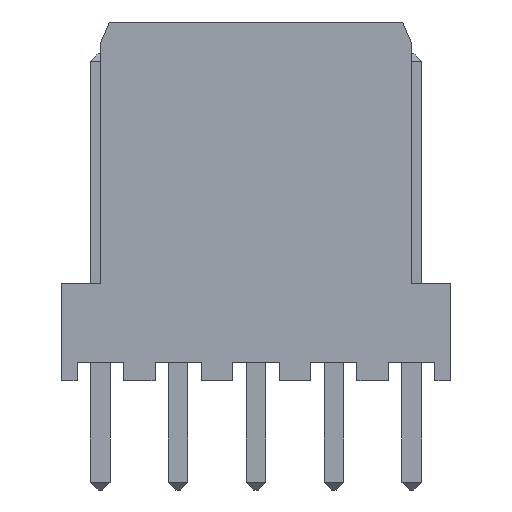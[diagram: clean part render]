
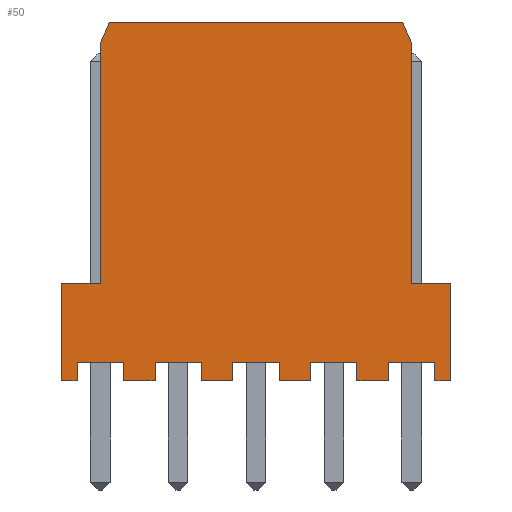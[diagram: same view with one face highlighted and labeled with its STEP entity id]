
A CAD part, front view. The second image highlights one B-rep face of the part: STEP entity #50.
In plain terms, the highlighted planar face has unit normal (0, -1, 0).
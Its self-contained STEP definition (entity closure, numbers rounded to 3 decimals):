
#12=DIRECTION('',(0.,0.,1.));
#20=EDGE_CURVE('',#21,#23,#25,.T.);
#21=VERTEX_POINT('',#22);
#22=CARTESIAN_POINT('',(0.3,-2.9,11.7));
#23=VERTEX_POINT('',#24);
#24=CARTESIAN_POINT('',(9.86,-2.9,11.7));
#25=LINE('',#26,#27);
#26=CARTESIAN_POINT('',(5.08,-2.9,11.7));
#27=VECTOR('',#28,1.);
#28=DIRECTION('',(1.,0.,0.));
#50=ADVANCED_FACE('',(#51),#200,.T.);
#51=FACE_BOUND('',#52,.T.);
#52=EDGE_LOOP('',(#53,#60,#66,#73,#78,#82,#87,#92,#97,#101,#106,#111,#116,#120,#125,#130,#135,#139,#144,#149,#154,#158,#163,#169,#174,#180,#181,#189,#194,#197));
#53=ORIENTED_EDGE('',*,*,#54,.T.);
#54=EDGE_CURVE('',#55,#57,#59,.T.);
#55=VERTEX_POINT('',#56);
#56=CARTESIAN_POINT('',(-1.27,-2.9,0.));
#57=VERTEX_POINT('',#58);
#58=CARTESIAN_POINT('',(-0.75,-2.9,0.));
#59=LINE('',#56,#27);
#60=ORIENTED_EDGE('',*,*,#61,.T.);
#61=EDGE_CURVE('',#57,#62,#64,.T.);
#62=VERTEX_POINT('',#63);
#63=CARTESIAN_POINT('',(-0.75,-2.9,0.6));
#64=LINE('',#58,#65);
#65=VECTOR('',#12,1.);
#66=ORIENTED_EDGE('',*,*,#67,.F.);
#67=EDGE_CURVE('',#68,#62,#70,.T.);
#68=VERTEX_POINT('',#69);
#69=CARTESIAN_POINT('',(0.75,-2.9,0.6));
#70=LINE('',#69,#71);
#71=VECTOR('',#72,1.);
#72=DIRECTION('',(-1.,0.,0.));
#73=ORIENTED_EDGE('',*,*,#74,.F.);
#74=EDGE_CURVE('',#75,#68,#77,.T.);
#75=VERTEX_POINT('',#76);
#76=CARTESIAN_POINT('',(0.75,-2.9,0.));
#77=LINE('',#76,#65);
#78=ORIENTED_EDGE('',*,*,#79,.T.);
#79=EDGE_CURVE('',#75,#80,#59,.T.);
#80=VERTEX_POINT('',#81);
#81=CARTESIAN_POINT('',(1.79,-2.9,0.));
#82=ORIENTED_EDGE('',*,*,#83,.T.);
#83=EDGE_CURVE('',#80,#84,#86,.T.);
#84=VERTEX_POINT('',#85);
#85=CARTESIAN_POINT('',(1.79,-2.9,0.6));
#86=LINE('',#81,#65);
#87=ORIENTED_EDGE('',*,*,#88,.F.);
#88=EDGE_CURVE('',#89,#84,#91,.T.);
#89=VERTEX_POINT('',#90);
#90=CARTESIAN_POINT('',(3.29,-2.9,0.6));
#91=LINE('',#90,#71);
#92=ORIENTED_EDGE('',*,*,#93,.F.);
#93=EDGE_CURVE('',#94,#89,#96,.T.);
#94=VERTEX_POINT('',#95);
#95=CARTESIAN_POINT('',(3.29,-2.9,0.));
#96=LINE('',#95,#65);
#97=ORIENTED_EDGE('',*,*,#98,.T.);
#98=EDGE_CURVE('',#94,#99,#59,.T.);
#99=VERTEX_POINT('',#100);
#100=CARTESIAN_POINT('',(4.33,-2.9,0.));
#101=ORIENTED_EDGE('',*,*,#102,.T.);
#102=EDGE_CURVE('',#99,#103,#105,.T.);
#103=VERTEX_POINT('',#104);
#104=CARTESIAN_POINT('',(4.33,-2.9,0.6));
#105=LINE('',#100,#65);
#106=ORIENTED_EDGE('',*,*,#107,.F.);
#107=EDGE_CURVE('',#108,#103,#110,.T.);
#108=VERTEX_POINT('',#109);
#109=CARTESIAN_POINT('',(5.83,-2.9,0.6));
#110=LINE('',#109,#71);
#111=ORIENTED_EDGE('',*,*,#112,.F.);
#112=EDGE_CURVE('',#113,#108,#115,.T.);
#113=VERTEX_POINT('',#114);
#114=CARTESIAN_POINT('',(5.83,-2.9,0.));
#115=LINE('',#114,#65);
#116=ORIENTED_EDGE('',*,*,#117,.T.);
#117=EDGE_CURVE('',#113,#118,#59,.T.);
#118=VERTEX_POINT('',#119);
#119=CARTESIAN_POINT('',(6.87,-2.9,0.));
#120=ORIENTED_EDGE('',*,*,#121,.T.);
#121=EDGE_CURVE('',#118,#122,#124,.T.);
#122=VERTEX_POINT('',#123);
#123=CARTESIAN_POINT('',(6.87,-2.9,0.6));
#124=LINE('',#119,#65);
#125=ORIENTED_EDGE('',*,*,#126,.F.);
#126=EDGE_CURVE('',#127,#122,#129,.T.);
#127=VERTEX_POINT('',#128);
#128=CARTESIAN_POINT('',(8.37,-2.9,0.6));
#129=LINE('',#128,#71);
#130=ORIENTED_EDGE('',*,*,#131,.F.);
#131=EDGE_CURVE('',#132,#127,#134,.T.);
#132=VERTEX_POINT('',#133);
#133=CARTESIAN_POINT('',(8.37,-2.9,0.));
#134=LINE('',#133,#65);
#135=ORIENTED_EDGE('',*,*,#136,.T.);
#136=EDGE_CURVE('',#132,#137,#59,.T.);
#137=VERTEX_POINT('',#138);
#138=CARTESIAN_POINT('',(9.41,-2.9,0.));
#139=ORIENTED_EDGE('',*,*,#140,.T.);
#140=EDGE_CURVE('',#137,#141,#143,.T.);
#141=VERTEX_POINT('',#142);
#142=CARTESIAN_POINT('',(9.41,-2.9,0.6));
#143=LINE('',#138,#65);
#144=ORIENTED_EDGE('',*,*,#145,.F.);
#145=EDGE_CURVE('',#146,#141,#148,.T.);
#146=VERTEX_POINT('',#147);
#147=CARTESIAN_POINT('',(10.91,-2.9,0.6));
#148=LINE('',#147,#71);
#149=ORIENTED_EDGE('',*,*,#150,.F.);
#150=EDGE_CURVE('',#151,#146,#153,.T.);
#151=VERTEX_POINT('',#152);
#152=CARTESIAN_POINT('',(10.91,-2.9,0.));
#153=LINE('',#152,#65);
#154=ORIENTED_EDGE('',*,*,#155,.T.);
#155=EDGE_CURVE('',#151,#156,#59,.T.);
#156=VERTEX_POINT('',#157);
#157=CARTESIAN_POINT('',(11.43,-2.9,0.));
#158=ORIENTED_EDGE('',*,*,#159,.T.);
#159=EDGE_CURVE('',#156,#160,#162,.T.);
#160=VERTEX_POINT('',#161);
#161=CARTESIAN_POINT('',(11.43,-2.9,3.17));
#162=LINE('',#157,#65);
#163=ORIENTED_EDGE('',*,*,#164,.F.);
#164=EDGE_CURVE('',#165,#160,#167,.T.);
#165=VERTEX_POINT('',#166);
#166=CARTESIAN_POINT('',(10.16,-2.9,3.17));
#167=LINE('',#168,#27);
#168=CARTESIAN_POINT('',(-1.27,-2.9,3.17));
#169=ORIENTED_EDGE('',*,*,#170,.T.);
#170=EDGE_CURVE('',#165,#171,#173,.T.);
#171=VERTEX_POINT('',#172);
#172=CARTESIAN_POINT('',(10.16,-2.9,11.));
#173=LINE('',#166,#65);
#174=ORIENTED_EDGE('',*,*,#175,.F.);
#175=EDGE_CURVE('',#23,#171,#176,.T.);
#176=LINE('',#177,#178);
#177=CARTESIAN_POINT('',(11.108,-2.9,8.787));
#178=VECTOR('',#179,1.);
#179=DIRECTION('',(0.394,0.,-0.919));
#180=ORIENTED_EDGE('',*,*,#20,.F.);
#181=ORIENTED_EDGE('',*,*,#182,.T.);
#182=EDGE_CURVE('',#21,#183,#185,.T.);
#183=VERTEX_POINT('',#184);
#184=CARTESIAN_POINT('',(0.,-2.9,11.));
#185=LINE('',#186,#187);
#186=CARTESIAN_POINT('',(-0.948,-2.9,8.787));
#187=VECTOR('',#188,1.);
#188=DIRECTION('',(-0.394,-0.,-0.919));
#189=ORIENTED_EDGE('',*,*,#190,.F.);
#190=EDGE_CURVE('',#191,#183,#193,.T.);
#191=VERTEX_POINT('',#192);
#192=CARTESIAN_POINT('',(0.,-2.9,3.17));
#193=LINE('',#192,#65);
#194=ORIENTED_EDGE('',*,*,#195,.F.);
#195=EDGE_CURVE('',#196,#191,#167,.T.);
#196=VERTEX_POINT('',#168);
#197=ORIENTED_EDGE('',*,*,#198,.F.);
#198=EDGE_CURVE('',#55,#196,#199,.T.);
#199=LINE('',#56,#65);
#200=PLANE('',#201);
#201=AXIS2_PLACEMENT_3D('',#202,#203,#204);
#202=CARTESIAN_POINT('',(5.08,-2.9,4.869));
#203=DIRECTION('',(0.,-1.,0.));
#204=DIRECTION('',(-1.,0.,0.));
